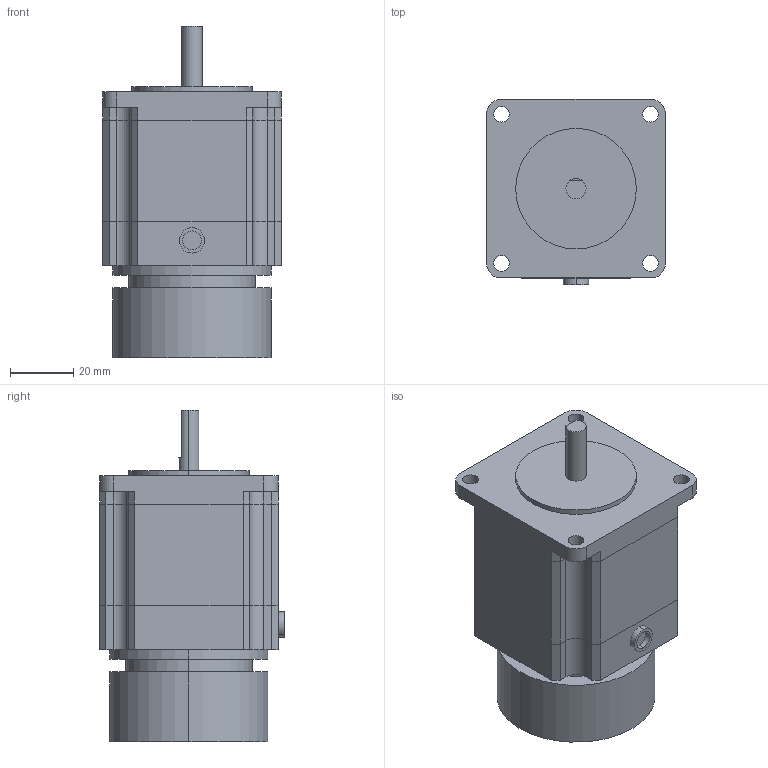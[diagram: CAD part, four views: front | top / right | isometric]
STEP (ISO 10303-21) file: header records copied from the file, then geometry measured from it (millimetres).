
FILE_DESCRIPTION (( 'STEP AP214' ), '1' );
FILE_NAME ('PF46602AM.STEP', '2015-01-14T11:15:11', ( 'j' ), ( '' ), 'SwSTEP 2.0', 'SolidWorks 2011', '' );
FILE_SCHEMA (( 'AUTOMOTIVE_DESIGN' ));
Length unit declared in the file: millimetre
Products named in the file (1): PF46602AM
Bounding box: 56.4 x 58.4 x 104.6 mm (x, y, z)
Volume: 214052.4 mm3; surface area: 46055.2 mm2
Topology: 6 solids, 6 shells, 139 faces, 366 edges, 244 vertices
Faces by surface type: plane 85, cylinder 54
Entity records: 4435 total; most frequent: DIRECTION 758, CARTESIAN_POINT 750, ORIENTED_EDGE 732, EDGE_CURVE 366, VECTOR 254, LINE 254, AXIS2_PLACEMENT_3D 252, VERTEX_POINT 244
